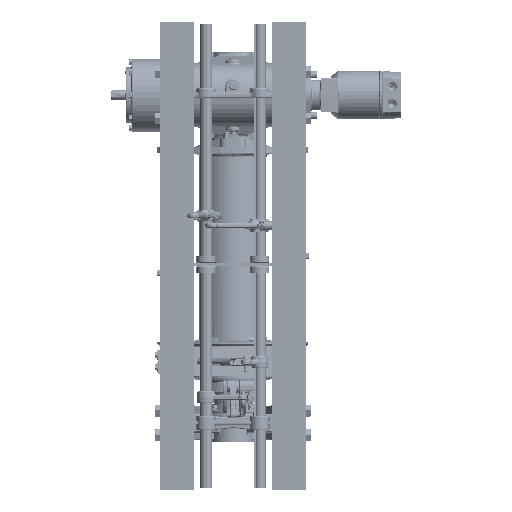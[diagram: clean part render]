
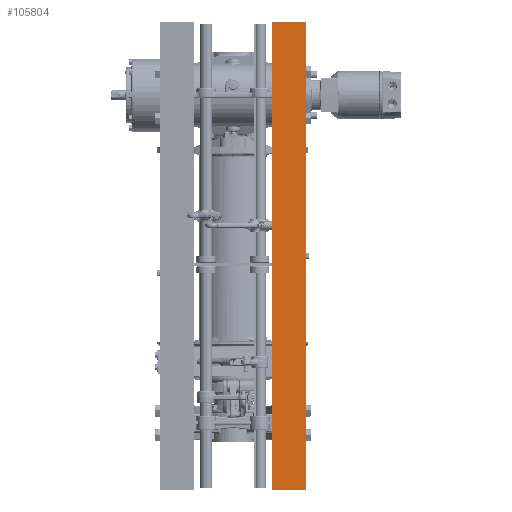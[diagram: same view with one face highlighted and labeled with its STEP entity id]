
A CAD part, front view. The second image highlights one B-rep face of the part: STEP entity #105804.
In plain terms, the highlighted planar face has unit normal (0, -1, 0).
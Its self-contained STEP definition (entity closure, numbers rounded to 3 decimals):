
#105019=DIRECTION('',(0.,0.,-1.));
#105020=VECTOR('',#105019,48.);
#105021=CARTESIAN_POINT('',(7.5,-14.281,7.5));
#105022=LINE('',#105021,#105020);
#105241=DIRECTION('',(1.,0.,0.));
#105242=VECTOR('',#105241,3.5);
#105243=CARTESIAN_POINT('',(4.,-14.281,7.5));
#105244=LINE('',#105243,#105242);
#105263=DIRECTION('',(0.,0.,-1.));
#105264=VECTOR('',#105263,48.);
#105265=CARTESIAN_POINT('',(4.,-14.281,7.5));
#105266=LINE('',#105265,#105264);
#105294=DIRECTION('',(-1.,0.,0.));
#105295=VECTOR('',#105294,3.5);
#105296=CARTESIAN_POINT('',(7.5,-14.281,-40.5));
#105297=LINE('',#105296,#105295);
#105541=CARTESIAN_POINT('',(7.5,-14.281,7.5));
#105542=VERTEX_POINT('',#105541);
#105543=CARTESIAN_POINT('',(7.5,-14.281,-40.5));
#105544=VERTEX_POINT('',#105543);
#105569=CARTESIAN_POINT('',(4.,-14.281,7.5));
#105570=VERTEX_POINT('',#105569);
#105571=CARTESIAN_POINT('',(4.,-14.281,-40.5));
#105572=VERTEX_POINT('',#105571);
#105791=CARTESIAN_POINT('',(7.5,-14.281,7.5));
#105792=DIRECTION('',(0.,1.,0.));
#105793=DIRECTION('',(-1.,0.,0.));
#105794=AXIS2_PLACEMENT_3D('',#105791,#105792,#105793);
#105795=PLANE('',#105794);
#105796=ORIENTED_EDGE('',*,*,#105642,.T.);
#105798=ORIENTED_EDGE('',*,*,#105797,.T.);
#105800=ORIENTED_EDGE('',*,*,#105799,.F.);
#105801=ORIENTED_EDGE('',*,*,#105769,.T.);
#105802=EDGE_LOOP('',(#105796,#105798,#105800,#105801));
#105803=FACE_OUTER_BOUND('',#105802,.F.);
#105642=EDGE_CURVE('',#105542,#105544,#105022,.T.);
#105769=EDGE_CURVE('',#105570,#105542,#105244,.T.);
#105797=EDGE_CURVE('',#105544,#105572,#105297,.T.);
#105799=EDGE_CURVE('',#105570,#105572,#105266,.T.);
#105804=ADVANCED_FACE('',(#105803),#105795,.F.);
